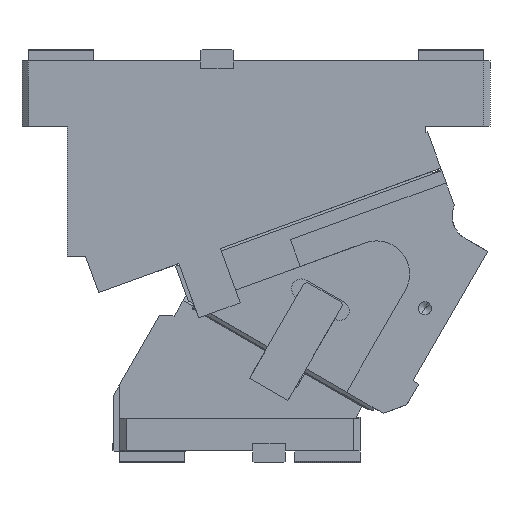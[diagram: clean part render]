
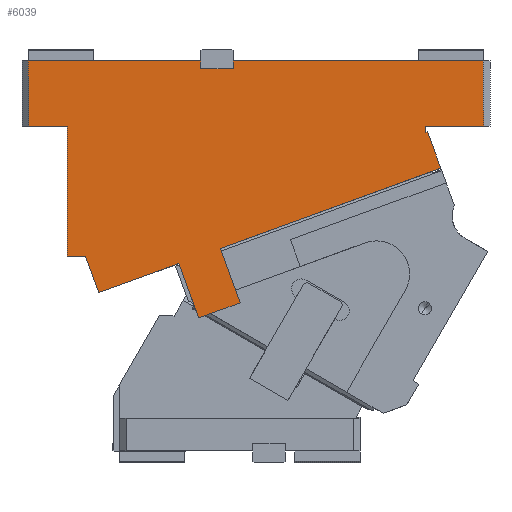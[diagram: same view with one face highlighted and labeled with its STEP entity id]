
A CAD part, front view. The second image highlights one B-rep face of the part: STEP entity #6039.
In plain terms, the highlighted planar face has unit normal (0, -1, 0).
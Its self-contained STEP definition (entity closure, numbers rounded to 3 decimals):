
#61=CARTESIAN_POINT('Vertex',(152.576,-125.,-144.214)) ;
#66=CARTESIAN_POINT('Line Origine',(160.186,-125.,-165.122)) ;
#70=CARTESIAN_POINT('Vertex',(167.796,-125.,-186.03)) ;
#192=CARTESIAN_POINT('Line Origine',(151.821,-125.,-191.845)) ;
#196=CARTESIAN_POINT('Vertex',(135.846,-125.,-197.659)) ;
#222=CARTESIAN_POINT('Vertex',(59.076,-125.,-178.245)) ;
#292=CARTESIAN_POINT('Vertex',(322.19,-125.,-82.48)) ;
#295=CARTESIAN_POINT('Line Origine',(237.383,-125.,-113.347)) ;
#304=CARTESIAN_POINT('Vertex',(120.626,-125.,-155.843)) ;
#307=CARTESIAN_POINT('Line Origine',(89.851,-125.,-167.044)) ;
#464=CARTESIAN_POINT('Line Origine',(128.236,-125.,-176.751)) ;
#483=CARTESIAN_POINT('Line Origine',(53.946,-125.,-164.15)) ;
#487=CARTESIAN_POINT('Vertex',(48.816,-125.,-150.054)) ;
#714=CARTESIAN_POINT('Line Origine',(48.89,-125.,-150.027)) ;
#718=CARTESIAN_POINT('Vertex',(48.965,-125.,-150.)) ;
#778=CARTESIAN_POINT('Line Origine',(41.983,-125.,-150.)) ;
#782=CARTESIAN_POINT('Vertex',(35.,-125.,-150.)) ;
#921=CARTESIAN_POINT('Line Origine',(35.,-125.,-100.)) ;
#925=CARTESIAN_POINT('Vertex',(35.,-125.,-50.)) ;
#962=CARTESIAN_POINT('Line Origine',(20.,-125.,-50.)) ;
#966=CARTESIAN_POINT('Vertex',(5.,-125.,-50.)) ;
#1088=CARTESIAN_POINT('Line Origine',(5.,-125.,-25.)) ;
#1092=CARTESIAN_POINT('Vertex',(5.,-125.,0.)) ;
#1276=CARTESIAN_POINT('Line Origine',(71.25,-125.,0.)) ;
#1280=CARTESIAN_POINT('Vertex',(137.5,-125.,0.)) ;
#1396=CARTESIAN_POINT('Line Origine',(137.5,-125.,-3.)) ;
#1400=CARTESIAN_POINT('Vertex',(137.5,-125.,-6.)) ;
#1433=CARTESIAN_POINT('Vertex',(162.5,-125.,-6.)) ;
#1441=CARTESIAN_POINT('Line Origine',(150.,-125.,-6.)) ;
#1464=CARTESIAN_POINT('Vertex',(162.5,-125.,0.)) ;
#1472=CARTESIAN_POINT('Line Origine',(162.5,-125.,-3.)) ;
#1517=CARTESIAN_POINT('Line Origine',(258.75,-125.,0.)) ;
#1521=CARTESIAN_POINT('Vertex',(355.,-125.,0.)) ;
#1839=CARTESIAN_POINT('Line Origine',(355.,-125.,-25.)) ;
#1843=CARTESIAN_POINT('Vertex',(355.,-125.,-50.)) ;
#1877=CARTESIAN_POINT('Line Origine',(332.75,-125.,-50.)) ;
#1881=CARTESIAN_POINT('Vertex',(310.5,-125.,-50.)) ;
#1964=CARTESIAN_POINT('Line Origine',(310.5,-125.,-52.405)) ;
#1968=CARTESIAN_POINT('Vertex',(310.5,-125.,-54.809)) ;
#2006=CARTESIAN_POINT('Line Origine',(311.215,-125.,-54.549)) ;
#2010=CARTESIAN_POINT('Vertex',(311.93,-125.,-54.289)) ;
#2050=CARTESIAN_POINT('Line Origine',(317.06,-125.,-68.384)) ;
#6011=CARTESIAN_POINT('Axis2P3D Location',(0.,-125.,0.)) ;
#67=DIRECTION('Vector Direction',(-0.342,0.,0.94)) ;
#193=DIRECTION('Vector Direction',(0.94,0.,0.342)) ;
#296=DIRECTION('Vector Direction',(-0.94,0.,-0.342)) ;
#308=DIRECTION('Vector Direction',(-0.94,0.,-0.342)) ;
#465=DIRECTION('Vector Direction',(-0.342,0.,0.94)) ;
#484=DIRECTION('Vector Direction',(-0.342,0.,0.94)) ;
#715=DIRECTION('Vector Direction',(0.94,0.,0.342)) ;
#779=DIRECTION('Vector Direction',(-1.,0.,0.)) ;
#922=DIRECTION('Vector Direction',(0.,0.,-1.)) ;
#963=DIRECTION('Vector Direction',(1.,0.,0.)) ;
#1089=DIRECTION('Vector Direction',(0.,0.,-1.)) ;
#1277=DIRECTION('Vector Direction',(1.,0.,0.)) ;
#1397=DIRECTION('Vector Direction',(0.,0.,1.)) ;
#1442=DIRECTION('Vector Direction',(1.,0.,0.)) ;
#1473=DIRECTION('Vector Direction',(0.,0.,-1.)) ;
#1518=DIRECTION('Vector Direction',(1.,0.,0.)) ;
#1840=DIRECTION('Vector Direction',(0.,0.,1.)) ;
#1878=DIRECTION('Vector Direction',(-1.,0.,0.)) ;
#1965=DIRECTION('Vector Direction',(0.,0.,-1.)) ;
#2007=DIRECTION('Vector Direction',(0.94,0.,0.342)) ;
#2051=DIRECTION('Vector Direction',(0.342,0.,-0.94)) ;
#6012=DIRECTION('Axis2P3D Direction',(0.,1.,0.)) ;
#6013=DIRECTION('Axis2P3D XDirection',(0.,0.,1.)) ;
#6014=AXIS2_PLACEMENT_3D('Plane Axis2P3D',#6011,#6012,#6013) ;
#6017=ORIENTED_EDGE('',*,*,#299,.T.) ;
#6018=ORIENTED_EDGE('',*,*,#2054,.T.) ;
#6019=ORIENTED_EDGE('',*,*,#2012,.T.) ;
#6020=ORIENTED_EDGE('',*,*,#1970,.F.) ;
#6021=ORIENTED_EDGE('',*,*,#1883,.F.) ;
#6022=ORIENTED_EDGE('',*,*,#1845,.T.) ;
#6023=ORIENTED_EDGE('',*,*,#1523,.F.) ;
#6024=ORIENTED_EDGE('',*,*,#1476,.T.) ;
#6025=ORIENTED_EDGE('',*,*,#1445,.F.) ;
#6026=ORIENTED_EDGE('',*,*,#1402,.T.) ;
#6027=ORIENTED_EDGE('',*,*,#1282,.F.) ;
#6028=ORIENTED_EDGE('',*,*,#1094,.T.) ;
#6029=ORIENTED_EDGE('',*,*,#968,.T.) ;
#6030=ORIENTED_EDGE('',*,*,#927,.T.) ;
#6031=ORIENTED_EDGE('',*,*,#784,.F.) ;
#6032=ORIENTED_EDGE('',*,*,#720,.T.) ;
#6033=ORIENTED_EDGE('',*,*,#489,.T.) ;
#6034=ORIENTED_EDGE('',*,*,#311,.T.) ;
#6035=ORIENTED_EDGE('',*,*,#468,.F.) ;
#6036=ORIENTED_EDGE('',*,*,#198,.T.) ;
#6037=ORIENTED_EDGE('',*,*,#72,.T.) ;
#68=VECTOR('Line Direction',#67,1.) ;
#194=VECTOR('Line Direction',#193,1.) ;
#297=VECTOR('Line Direction',#296,1.) ;
#309=VECTOR('Line Direction',#308,1.) ;
#466=VECTOR('Line Direction',#465,1.) ;
#485=VECTOR('Line Direction',#484,1.) ;
#716=VECTOR('Line Direction',#715,1.) ;
#780=VECTOR('Line Direction',#779,1.) ;
#923=VECTOR('Line Direction',#922,1.) ;
#964=VECTOR('Line Direction',#963,1.) ;
#1090=VECTOR('Line Direction',#1089,1.) ;
#1278=VECTOR('Line Direction',#1277,1.) ;
#1398=VECTOR('Line Direction',#1397,1.) ;
#1443=VECTOR('Line Direction',#1442,1.) ;
#1474=VECTOR('Line Direction',#1473,1.) ;
#1519=VECTOR('Line Direction',#1518,1.) ;
#1841=VECTOR('Line Direction',#1840,1.) ;
#1879=VECTOR('Line Direction',#1878,1.) ;
#1966=VECTOR('Line Direction',#1965,1.) ;
#2008=VECTOR('Line Direction',#2007,1.) ;
#2052=VECTOR('Line Direction',#2051,1.) ;
#6039=ADVANCED_FACE('CAM HOLDER',(#6038),#6015,.F.) ;
#72=EDGE_CURVE('',#71,#62,#69,.T.) ;
#198=EDGE_CURVE('',#197,#71,#195,.T.) ;
#299=EDGE_CURVE('',#62,#293,#298,.F.) ;
#311=EDGE_CURVE('',#223,#305,#310,.F.) ;
#468=EDGE_CURVE('',#197,#305,#467,.T.) ;
#489=EDGE_CURVE('',#488,#223,#486,.F.) ;
#720=EDGE_CURVE('',#719,#488,#717,.F.) ;
#784=EDGE_CURVE('',#719,#783,#781,.T.) ;
#927=EDGE_CURVE('',#926,#783,#924,.T.) ;
#968=EDGE_CURVE('',#967,#926,#965,.T.) ;
#1094=EDGE_CURVE('',#1093,#967,#1091,.T.) ;
#1282=EDGE_CURVE('',#1093,#1281,#1279,.T.) ;
#1402=EDGE_CURVE('',#1401,#1281,#1399,.T.) ;
#1445=EDGE_CURVE('',#1401,#1434,#1444,.T.) ;
#1476=EDGE_CURVE('',#1465,#1434,#1475,.T.) ;
#1523=EDGE_CURVE('',#1465,#1522,#1520,.T.) ;
#1845=EDGE_CURVE('',#1844,#1522,#1842,.T.) ;
#1883=EDGE_CURVE('',#1844,#1882,#1880,.T.) ;
#1970=EDGE_CURVE('',#1882,#1969,#1967,.T.) ;
#2012=EDGE_CURVE('',#2011,#1969,#2009,.F.) ;
#2054=EDGE_CURVE('',#293,#2011,#2053,.F.) ;
#6016=EDGE_LOOP('',(#6017,#6018,#6019,#6020,#6021,#6022,#6023,#6024,#6025,#6026,#6027,#6028,#6029,#6030,#6031,#6032,#6033,#6034,#6035,#6036,#6037)) ;
#6038=FACE_OUTER_BOUND('',#6016,.T.) ;
#69=LINE('Line',#66,#68) ;
#195=LINE('Line',#192,#194) ;
#298=LINE('Line',#295,#297) ;
#310=LINE('Line',#307,#309) ;
#467=LINE('Line',#464,#466) ;
#486=LINE('Line',#483,#485) ;
#717=LINE('Line',#714,#716) ;
#781=LINE('Line',#778,#780) ;
#924=LINE('Line',#921,#923) ;
#965=LINE('Line',#962,#964) ;
#1091=LINE('Line',#1088,#1090) ;
#1279=LINE('Line',#1276,#1278) ;
#1399=LINE('Line',#1396,#1398) ;
#1444=LINE('Line',#1441,#1443) ;
#1475=LINE('Line',#1472,#1474) ;
#1520=LINE('Line',#1517,#1519) ;
#1842=LINE('Line',#1839,#1841) ;
#1880=LINE('Line',#1877,#1879) ;
#1967=LINE('Line',#1964,#1966) ;
#2009=LINE('Line',#2006,#2008) ;
#2053=LINE('Line',#2050,#2052) ;
#6015=PLANE('Plane',#6014) ;
#62=VERTEX_POINT('',#61) ;
#71=VERTEX_POINT('',#70) ;
#197=VERTEX_POINT('',#196) ;
#223=VERTEX_POINT('',#222) ;
#293=VERTEX_POINT('',#292) ;
#305=VERTEX_POINT('',#304) ;
#488=VERTEX_POINT('',#487) ;
#719=VERTEX_POINT('',#718) ;
#783=VERTEX_POINT('',#782) ;
#926=VERTEX_POINT('',#925) ;
#967=VERTEX_POINT('',#966) ;
#1093=VERTEX_POINT('',#1092) ;
#1281=VERTEX_POINT('',#1280) ;
#1401=VERTEX_POINT('',#1400) ;
#1434=VERTEX_POINT('',#1433) ;
#1465=VERTEX_POINT('',#1464) ;
#1522=VERTEX_POINT('',#1521) ;
#1844=VERTEX_POINT('',#1843) ;
#1882=VERTEX_POINT('',#1881) ;
#1969=VERTEX_POINT('',#1968) ;
#2011=VERTEX_POINT('',#2010) ;
